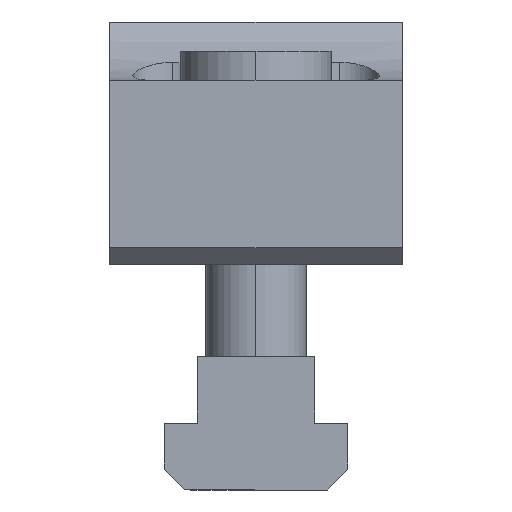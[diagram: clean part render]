
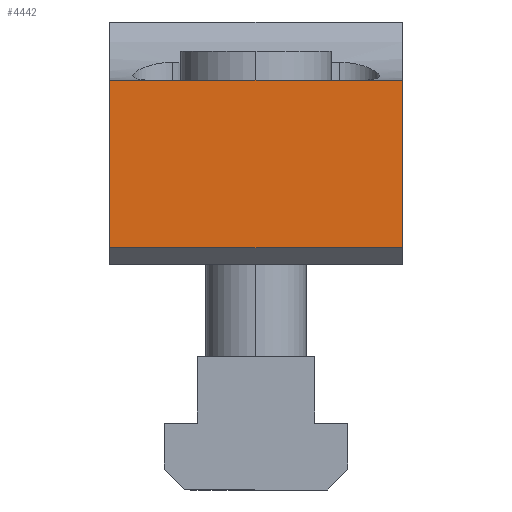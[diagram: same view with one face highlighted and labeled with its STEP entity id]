
A CAD part, left-side view. The second image highlights one B-rep face of the part: STEP entity #4442.
In plain terms, the highlighted planar face has unit normal (-1, 0, 0).
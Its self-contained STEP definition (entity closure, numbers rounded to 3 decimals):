
#38 = DIRECTION ( 'NONE',  ( -1., 0., 0. ) ) ;
#579 = CARTESIAN_POINT ( 'NONE',  ( -40., 17.5, 2. ) ) ;
#968 = ORIENTED_EDGE ( 'NONE', *, *, #2795, .T. ) ;
#1438 = ORIENTED_EDGE ( 'NONE', *, *, #8111, .F. ) ;
#1560 = DIRECTION ( 'NONE',  ( 0., 0., -1. ) ) ;
#2075 = VECTOR ( 'NONE', #4339, 1000. ) ;
#2184 = FACE_OUTER_BOUND ( 'NONE', #3667, .T. ) ;
#2256 = EDGE_CURVE ( 'NONE', #2501, #2654, #3098, .T. ) ;
#2501 = VERTEX_POINT ( 'NONE', #6715 ) ;
#2564 = CARTESIAN_POINT ( 'NONE',  ( -40., 17.5, 22. ) ) ;
#2654 = VERTEX_POINT ( 'NONE', #5724 ) ;
#2795 = EDGE_CURVE ( 'NONE', #2501, #6929, #8929, .T. ) ;
#3098 = LINE ( 'NONE', #7982, #5482 ) ;
#3667 = EDGE_LOOP ( 'NONE', ( #4280, #968, #4991, #1438 ) ) ;
#4172 = VECTOR ( 'NONE', #8158, 1000. ) ;
#4246 = CARTESIAN_POINT ( 'NONE',  ( -40., -17.5, 2. ) ) ;
#4280 = ORIENTED_EDGE ( 'NONE', *, *, #2256, .F. ) ;
#4339 = DIRECTION ( 'NONE',  ( 0., 0., -1. ) ) ;
#4442 = ADVANCED_FACE ( 'NONE', ( #2184 ), #5015, .T. ) ;
#4520 = VECTOR ( 'NONE', #1560, 1000. ) ;
#4991 = ORIENTED_EDGE ( 'NONE', *, *, #4998, .T. ) ;
#4998 = EDGE_CURVE ( 'NONE', #6929, #8972, #7331, .T. ) ;
#5015 = PLANE ( 'NONE',  #6528 ) ;
#5312 = CARTESIAN_POINT ( 'NONE',  ( -40., 17.5, 2. ) ) ;
#5482 = VECTOR ( 'NONE', #5968, 1000. ) ;
#5724 = CARTESIAN_POINT ( 'NONE',  ( -40., -17.5, 22. ) ) ;
#5968 = DIRECTION ( 'NONE',  ( 0., -1., 0. ) ) ;
#6528 = AXIS2_PLACEMENT_3D ( 'NONE', #7863, #38, #6931 ) ;
#6715 = CARTESIAN_POINT ( 'NONE',  ( -40., 17.5, 22. ) ) ;
#6929 = VERTEX_POINT ( 'NONE', #579 ) ;
#6931 = DIRECTION ( 'NONE',  ( 0., 0., 1. ) ) ;
#7331 = LINE ( 'NONE', #5312, #4172 ) ;
#7848 = LINE ( 'NONE', #8683, #4520 ) ;
#7863 = CARTESIAN_POINT ( 'NONE',  ( -40., 17.5, 22. ) ) ;
#7982 = CARTESIAN_POINT ( 'NONE',  ( -40., 17.5, 22. ) ) ;
#8111 = EDGE_CURVE ( 'NONE', #2654, #8972, #7848, .T. ) ;
#8158 = DIRECTION ( 'NONE',  ( 0., -1., 0. ) ) ;
#8683 = CARTESIAN_POINT ( 'NONE',  ( -40., -17.5, 22. ) ) ;
#8929 = LINE ( 'NONE', #2564, #2075 ) ;
#8972 = VERTEX_POINT ( 'NONE', #4246 ) ;
